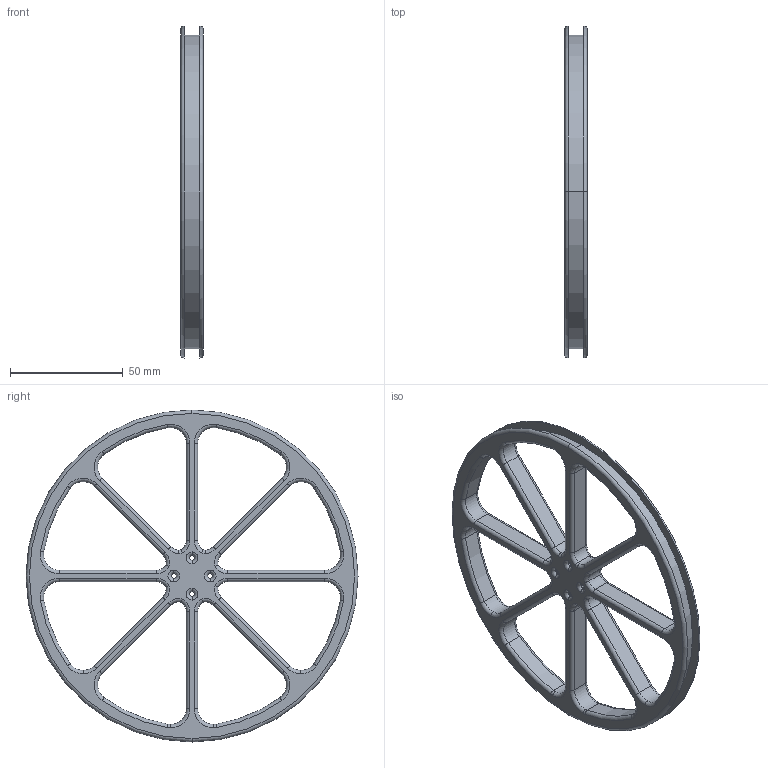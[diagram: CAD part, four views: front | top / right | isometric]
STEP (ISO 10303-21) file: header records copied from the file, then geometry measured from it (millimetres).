
FILE_DESCRIPTION(/* description */ ('STEP AP242','CAx-IF Rec.Pracs.---Representation and Presentation of Product Manufacturing Information (PMI)---4.0---2014-10-13','CAx-IF Rec.Pracs.---3D Tessellated Geometry---0.4---2014-09-14','2;1'),/* implementation_level */ '2;1');
FILE_NAME(/* name */ '64f0337d652c360166bfe099',/* time_stamp */ '2023-08-31T06:30:22Z',/* author */ (''),/* organization */ (''),/* preprocessor_version */ 'ST-DEVELOPER v19.4',/* originating_system */ ' ',/* authorisation */ ' ');
FILE_SCHEMA (('AP242_MANAGED_MODEL_BASED_3D_ENGINEERING_MIM_LF { 1 0 10303 442 1 1 4 }'));
Length unit declared in the file: metre
Products named in the file (1): main-rim
Bounding box: 10 x 147 x 147 mm (x, y, z)
Volume: 44695.6 mm3; surface area: 30243.4 mm2
Topology: 1 solids, 1 shells, 248 faces, 611 edges, 360 vertices
Faces by surface type: torus 121, cylinder 90, plane 21, bspline 16
Entity records: 7760 total; most frequent: CARTESIAN_POINT 1696, DIRECTION 1434, ORIENTED_EDGE 1222, AXIS2_PLACEMENT_3D 648, EDGE_CURVE 611, CIRCLE 415, VERTEX_POINT 360, EDGE_LOOP 267
